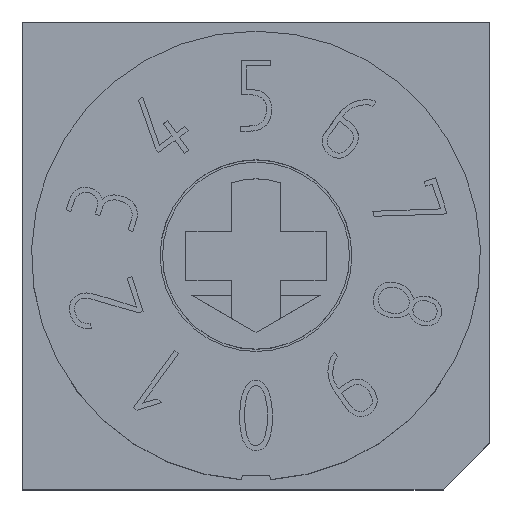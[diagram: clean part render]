
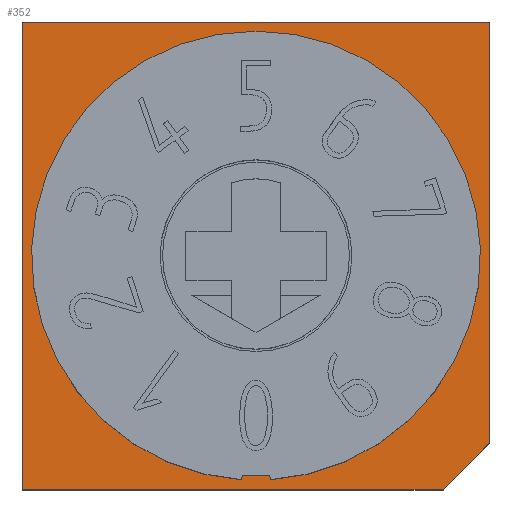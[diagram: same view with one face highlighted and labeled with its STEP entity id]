
A CAD part, top view. The second image highlights one B-rep face of the part: STEP entity #352.
In plain terms, the highlighted planar face has unit normal (0, 0, 1).
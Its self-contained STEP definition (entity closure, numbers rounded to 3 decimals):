
#352 = ADVANCED_FACE( '', ( #813, #814 ), #815, .T. );
#813 = FACE_OUTER_BOUND( '', #1397, .T. );
#814 = FACE_BOUND( '', #1398, .T. );
#815 = PLANE( '', #1399 );
#1397 = EDGE_LOOP( '', ( #2540, #2541, #2542, #2543, #2544 ) );
#1398 = EDGE_LOOP( '', ( #2545, #2546, #2547, #2548 ) );
#1399 = AXIS2_PLACEMENT_3D( '', #2549, #2550, #2551 );
#2540 = ORIENTED_EDGE( '', *, *, #4044, .T. );
#2541 = ORIENTED_EDGE( '', *, *, #4045, .T. );
#2542 = ORIENTED_EDGE( '', *, *, #3837, .T. );
#2543 = ORIENTED_EDGE( '', *, *, #4046, .T. );
#2544 = ORIENTED_EDGE( '', *, *, #3832, .T. );
#2545 = ORIENTED_EDGE( '', *, *, #4047, .T. );
#2546 = ORIENTED_EDGE( '', *, *, #3856, .F. );
#2547 = ORIENTED_EDGE( '', *, *, #4048, .F. );
#2548 = ORIENTED_EDGE( '', *, *, #3958, .F. );
#2549 = CARTESIAN_POINT( '', ( -5., -5., 2.8 ) );
#2550 = DIRECTION( '', ( 0., 0., 1. ) );
#2551 = DIRECTION( '', ( 1., 0., 0. ) );
#3832 = EDGE_CURVE( '', #4561, #4562, #4563, .T. );
#3837 = EDGE_CURVE( '', #4570, #4571, #4572, .T. );
#3856 = EDGE_CURVE( '', #4603, #4604, #4605, .T. );
#3958 = EDGE_CURVE( '', #4770, #4771, #4772, .T. );
#4044 = EDGE_CURVE( '', #4562, #4904, #4905, .T. );
#4045 = EDGE_CURVE( '', #4904, #4570, #4906, .F. );
#4046 = EDGE_CURVE( '', #4571, #4561, #4907, .T. );
#4047 = EDGE_CURVE( '', #4770, #4604, #4908, .T. );
#4048 = EDGE_CURVE( '', #4771, #4603, #4909, .T. );
#4561 = VERTEX_POINT( '', #5850 );
#4562 = VERTEX_POINT( '', #5851 );
#4563 = LINE( '', #5852, #5853 );
#4570 = VERTEX_POINT( '', #5863 );
#4571 = VERTEX_POINT( '', #5864 );
#4572 = LINE( '', #5865, #5866 );
#4603 = VERTEX_POINT( '', #5931 );
#4604 = VERTEX_POINT( '', #5932 );
#4605 = LINE( '', #5933, #5934 );
#4770 = VERTEX_POINT( '', #6273 );
#4771 = VERTEX_POINT( '', #6274 );
#4772 = LINE( '', #6275, #6276 );
#4904 = VERTEX_POINT( '', #6597 );
#4905 = LINE( '', #6598, #6599 );
#4906 = LINE( '', #6600, #6601 );
#4907 = LINE( '', #6602, #6603 );
#4908 = CIRCLE( '', #6604, 4.8 );
#4909 = CIRCLE( '', #6605, 4.7 );
#5850 = CARTESIAN_POINT( '', ( -5., 5., 2.8 ) );
#5851 = CARTESIAN_POINT( '', ( -5., -5., 2.8 ) );
#5852 = CARTESIAN_POINT( '', ( -5., 5., 2.8 ) );
#5853 = VECTOR( '', #7395, 1000. );
#5863 = CARTESIAN_POINT( '', ( 5., -4., 2.8 ) );
#5864 = CARTESIAN_POINT( '', ( 5., 5., 2.8 ) );
#5865 = CARTESIAN_POINT( '', ( 5., -5., 2.8 ) );
#5866 = VECTOR( '', #7399, 1000. );
#5931 = CARTESIAN_POINT( '', ( 0.297, -4.691, 2.8 ) );
#5932 = CARTESIAN_POINT( '', ( 0.303, -4.79, 2.8 ) );
#5933 = CARTESIAN_POINT( '', ( 0.303, -4.79, 2.8 ) );
#5934 = VECTOR( '', #7410, 1000. );
#6273 = CARTESIAN_POINT( '', ( -0.303, -4.79, 2.8 ) );
#6274 = CARTESIAN_POINT( '', ( -0.297, -4.691, 2.8 ) );
#6275 = CARTESIAN_POINT( '', ( -0.297, -4.691, 2.8 ) );
#6276 = VECTOR( '', #7464, 1000. );
#6597 = CARTESIAN_POINT( '', ( 4., -5., 2.8 ) );
#6598 = CARTESIAN_POINT( '', ( -5., -5., 2.8 ) );
#6599 = VECTOR( '', #7514, 1000. );
#6600 = CARTESIAN_POINT( '', ( -0.5, -9.5, 2.8 ) );
#6601 = VECTOR( '', #7515, 1000. );
#6602 = CARTESIAN_POINT( '', ( 5., 5., 2.8 ) );
#6603 = VECTOR( '', #7516, 1000. );
#6604 = AXIS2_PLACEMENT_3D( '', #7517, #7518, #7519 );
#6605 = AXIS2_PLACEMENT_3D( '', #7520, #7521, #7522 );
#7395 = DIRECTION( '', ( 0., -1., 0. ) );
#7399 = DIRECTION( '', ( 0., 1., 0. ) );
#7410 = DIRECTION( '', ( 0.063, -0.998, 0. ) );
#7464 = DIRECTION( '', ( 0.063, 0.998, 0. ) );
#7514 = DIRECTION( '', ( 1., 0., 0. ) );
#7515 = DIRECTION( '', ( -0.707, -0.707, 0. ) );
#7516 = DIRECTION( '', ( -1., 0., 0. ) );
#7517 = CARTESIAN_POINT( '', ( 0., 0., 2.8 ) );
#7518 = DIRECTION( '', ( 0., 0., -1. ) );
#7519 = DIRECTION( '', ( 1., 0., 0. ) );
#7520 = CARTESIAN_POINT( '', ( 0., 0., 2.8 ) );
#7521 = DIRECTION( '', ( 0., 0., 1. ) );
#7522 = DIRECTION( '', ( 1., 0., 0. ) );
